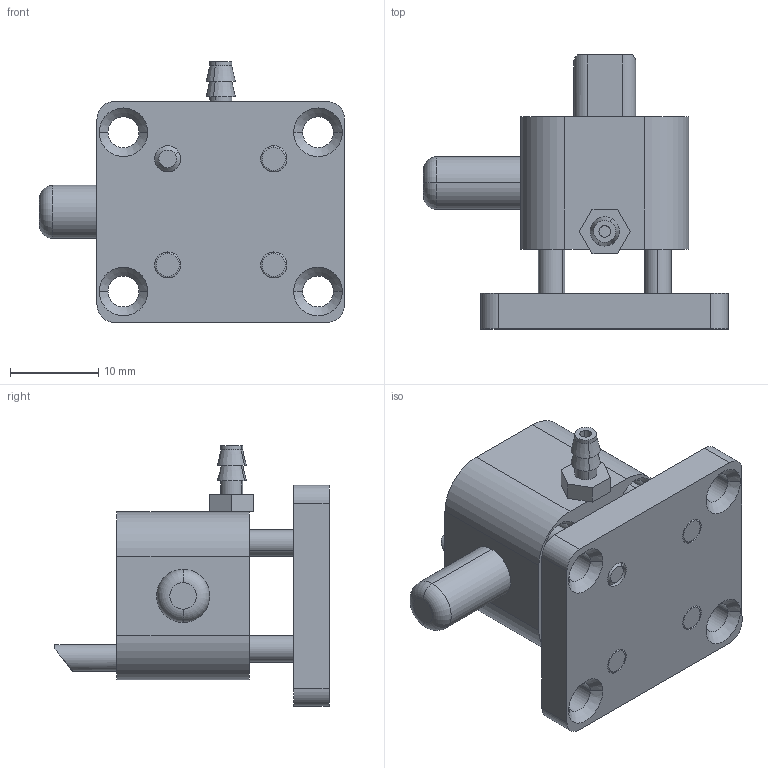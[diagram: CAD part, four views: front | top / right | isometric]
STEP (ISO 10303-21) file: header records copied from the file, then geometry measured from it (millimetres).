
FILE_DESCRIPTION (( 'STEP AP214' ), '1' );
FILE_NAME ('KSO08-4D7-A.STEP', '2025-12-05T07:42:17', ( '' ), ( '' ), 'SwSTEP 2.0', 'SolidWorks 2024', '' );
FILE_SCHEMA (( 'AUTOMOTIVE_DESIGN' ));
Length unit declared in the file: millimetre
Products named in the file (6): 连接板; TJTM4 接头; KSO08-4D7-A; 定位销; 销子; 客户实体
Assembly tree (7 placements, depth 2):
  KSO08-4D7-A
    客户实体
    定位销
    连接板
    TJTM4 接头
    销子  x3
Bounding box: 34.5 x 31 x 29.5 mm (x, y, z)
Volume: 8180 mm3; surface area: 5725.7 mm2
Topology: 7 solids, 7 shells, 185 faces, 426 edges, 266 vertices
Faces by surface type: cylinder 86, plane 43, cone 40, torus 14, bspline 2
Entity records: 6367 total; most frequent: CARTESIAN_POINT 2185, DIRECTION 880, ORIENTED_EDGE 796, EDGE_CURVE 398, AXIS2_PLACEMENT_3D 355, VERTEX_POINT 250, EDGE_LOOP 206, CIRCLE 178
